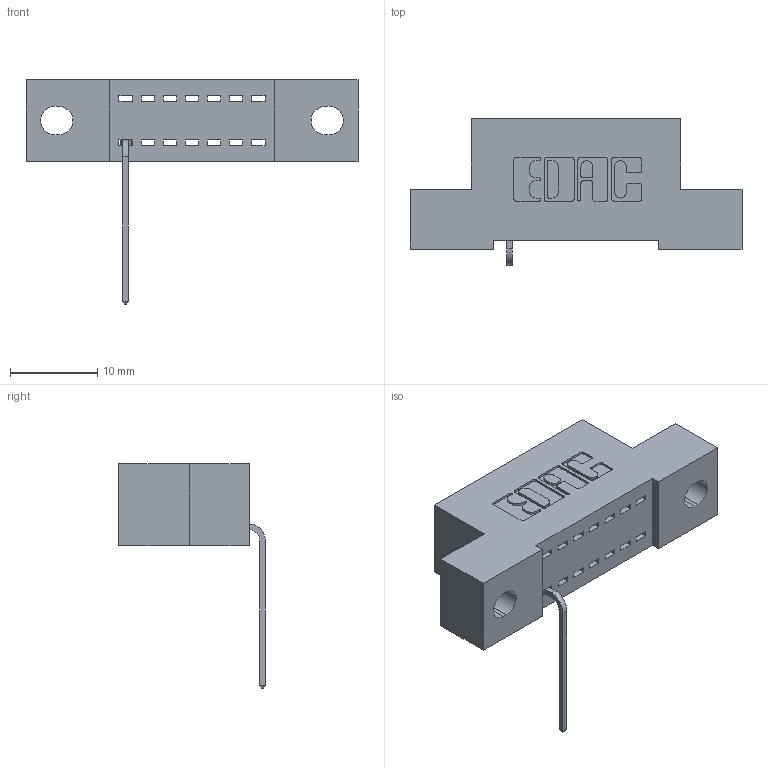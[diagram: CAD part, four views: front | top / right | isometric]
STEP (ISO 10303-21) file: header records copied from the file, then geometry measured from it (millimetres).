
FILE_DESCRIPTION (( 'STEP AP203' ), '1' );
FILE_NAME ('392-007-559-102.STEP', '2018-08-14T19:04:09', ( '' ), ( '' ), 'SwSTEP 2.0', 'SolidWorks 2016', '' );
FILE_SCHEMA (( 'CONFIG_CONTROL_DESIGN' ));
Length unit declared in the file: inch
Products named in the file (3): 342 Part_.128 Slot; 345-292-001_558 559 Tail - 1; 392-007-559-102
Assembly tree (2 placements, depth 2):
  392-007-559-102
    342 Part_.128 Slot
    345-292-001_558 559 Tail - 1
Bounding box: 38.1 x 16.83 x 25.78 mm (x, y, z)
Volume: 3094.3 mm3; surface area: 3313.3 mm2
Topology: 2 solids, 2 shells, 246 faces, 745 edges, 494 vertices
Faces by surface type: plane 186, cylinder 60
Entity records: 8701 total; most frequent: CARTESIAN_POINT 1541, ORIENTED_EDGE 1490, DIRECTION 1363, EDGE_CURVE 745, LINE 617, VECTOR 617, VERTEX_POINT 494, AXIS2_PLACEMENT_3D 373
